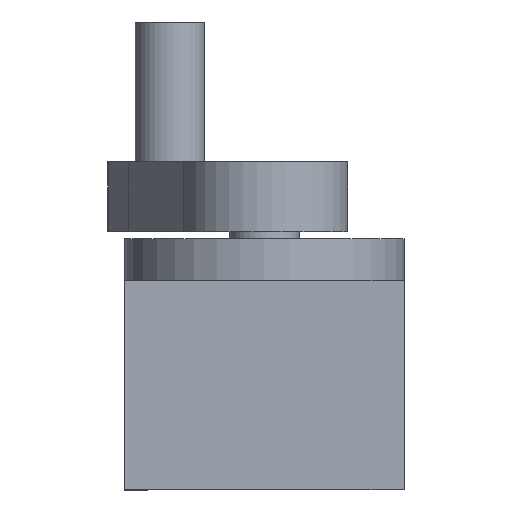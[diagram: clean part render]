
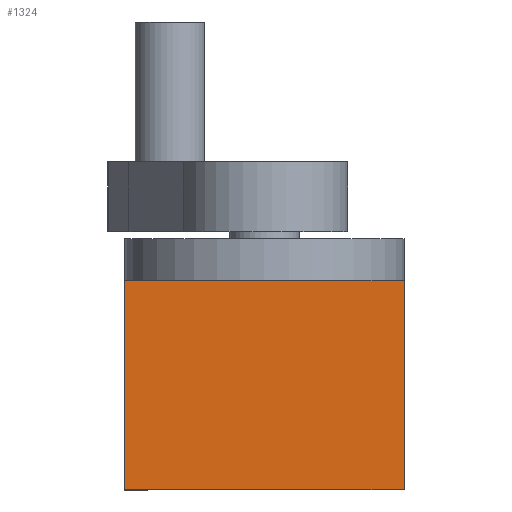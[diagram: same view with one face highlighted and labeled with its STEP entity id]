
A CAD part, front view. The second image highlights one B-rep face of the part: STEP entity #1324.
In plain terms, the highlighted planar face has unit normal (0, -1, 0).
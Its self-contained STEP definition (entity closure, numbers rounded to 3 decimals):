
#83=PLANE('',#1429);
#151=FACE_OUTER_BOUND('',#230,.T.);
#230=EDGE_LOOP('',(#1142,#1143,#1144,#1145));
#310=LINE('',#2357,#420);
#317=LINE('',#2374,#427);
#325=LINE('',#2397,#435);
#336=LINE('',#2424,#446);
#420=VECTOR('',#1547,10.);
#427=VECTOR('',#1560,10.);
#435=VECTOR('',#1582,10.);
#446=VECTOR('',#1613,10.);
#615=VERTEX_POINT('',#2354);
#616=VERTEX_POINT('',#2356);
#622=VERTEX_POINT('',#2371);
#623=VERTEX_POINT('',#2373);
#782=EDGE_CURVE('',#615,#616,#310,.T.);
#790=EDGE_CURVE('',#622,#623,#317,.T.);
#802=EDGE_CURVE('',#616,#622,#325,.T.);
#816=EDGE_CURVE('',#615,#623,#336,.T.);
#1142=ORIENTED_EDGE('',*,*,#782,.F.);
#1143=ORIENTED_EDGE('',*,*,#816,.T.);
#1144=ORIENTED_EDGE('',*,*,#790,.F.);
#1145=ORIENTED_EDGE('',*,*,#802,.F.);
#1324=ADVANCED_FACE('',(#151),#83,.T.);
#1429=AXIS2_PLACEMENT_3D('',#2423,#1611,#1612);
#1547=DIRECTION('',(1.,0.,0.));
#1560=DIRECTION('',(-1.,0.,0.));
#1582=DIRECTION('',(0.,0.,-1.));
#1611=DIRECTION('center_axis',(0.,-1.,0.));
#1612=DIRECTION('ref_axis',(-1.,0.,0.));
#1613=DIRECTION('',(0.,0.,-1.));
#2354=CARTESIAN_POINT('',(0.,0.,0.));
#2356=CARTESIAN_POINT('',(20.,0.,0.));
#2357=CARTESIAN_POINT('',(0.,0.,0.));
#2371=CARTESIAN_POINT('',(20.,0.,-15.));
#2373=CARTESIAN_POINT('',(0.,0.,-15.));
#2374=CARTESIAN_POINT('',(20.,0.,-15.));
#2397=CARTESIAN_POINT('',(20.,0.,0.));
#2423=CARTESIAN_POINT('Origin',(20.,0.,0.));
#2424=CARTESIAN_POINT('',(0.,0.,0.));
